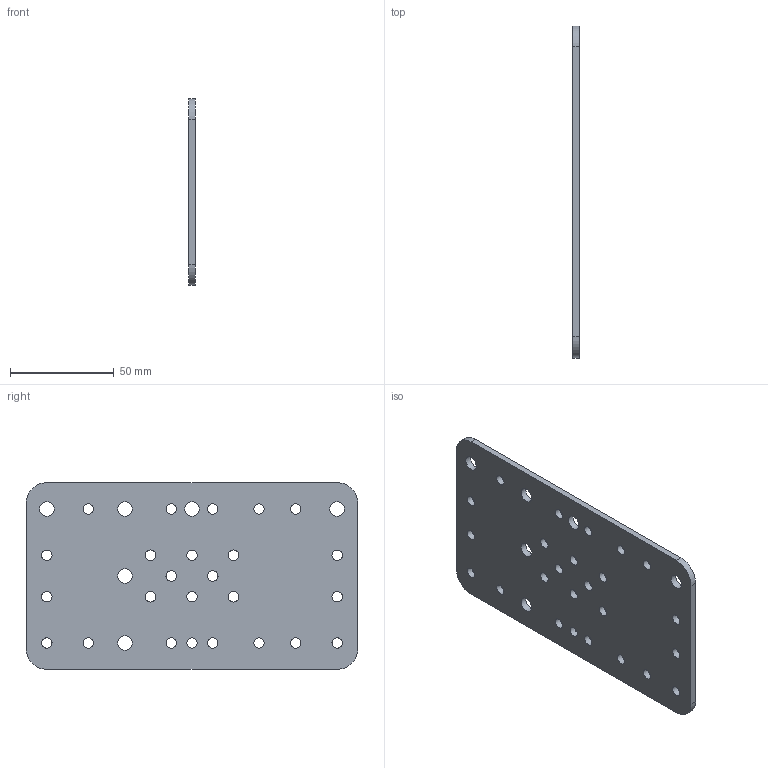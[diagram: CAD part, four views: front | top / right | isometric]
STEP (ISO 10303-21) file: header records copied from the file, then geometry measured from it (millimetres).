
FILE_DESCRIPTION(/* description */ ('Standard Wheel Carriage Plate'),/* implementation_level */ '2;1');
FILE_NAME(/* name */ 'MSK01-01.stp',/* time_stamp */ '2015-04-11T21:42:24+00:00',/* author */ ('dek'),/* organization */ (''),/* preprocessor_version */ 'ST-DEVELOPER v15.6',/* originating_system */ 'Autodesk Inventor LT ',/* authorisation */ '');
FILE_SCHEMA (('AUTOMOTIVE_DESIGN { 1 0 10303 214 3 1 1 }'));
Length unit declared in the file: millimetre
Products named in the file (1): MSK01-01
Bounding box: 3.17 x 160 x 90 mm (x, y, z)
Volume: 43111.7 mm3; surface area: 30369.9 mm2
Topology: 1 solids, 1 shells, 41 faces, 117 edges, 78 vertices
Faces by surface type: cylinder 35, plane 6
Full cylindrical faces by diameter (mm): 5 x19, 5.1 x6, 7.137 x6
Entity records: 1374 total; most frequent: DIRECTION 240, CARTESIAN_POINT 206, ORIENTED_EDGE 172, EDGE_LOOP 134, AXIS2_PLACEMENT_3D 112, FACE_BOUND 93, EDGE_CURVE 86, VERTEX_POINT 78
